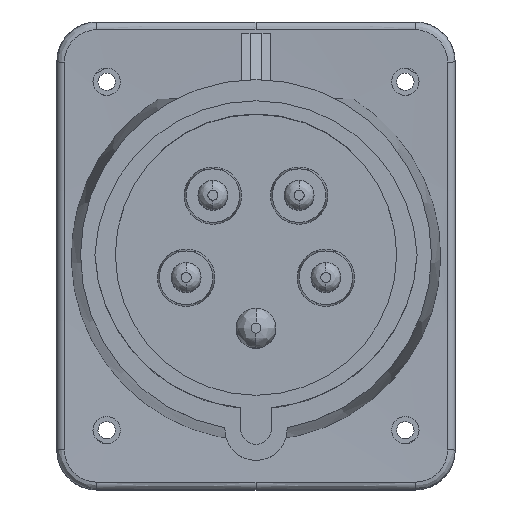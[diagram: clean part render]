
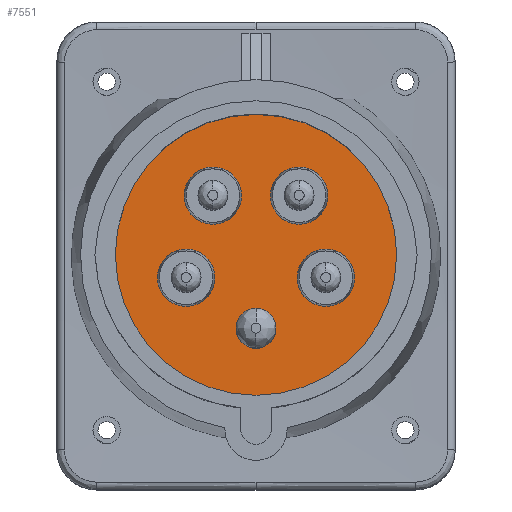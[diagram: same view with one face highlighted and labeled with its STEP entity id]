
A CAD part, top view. The second image highlights one B-rep face of the part: STEP entity #7551.
In plain terms, the highlighted face is planar.
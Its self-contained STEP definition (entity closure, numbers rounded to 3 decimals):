
#5479=CARTESIAN_POINT('',(14.838,37.597,61.101));
#5480=DIRECTION('',(0.979,-0.029,0.203));
#5481=DIRECTION('',(-0.203,0.006,0.979));
#5482=AXIS2_PLACEMENT_3D('',#5479,#5480,#5481);
#5492=CARTESIAN_POINT('',(14.838,37.597,61.101));
#5493=DIRECTION('',(-0.979,0.029,-0.203));
#5494=DIRECTION('',(-0.203,0.006,0.979));
#5495=AXIS2_PLACEMENT_3D('',#5492,#5493,#5494);
#5497=CARTESIAN_POINT('',(12.67,46.334,72.786));
#5498=DIRECTION('',(0.979,-0.029,0.203));
#5499=DIRECTION('',(0.203,-0.006,-0.979));
#5500=AXIS2_PLACEMENT_3D('',#5497,#5498,#5499);
#5502=CARTESIAN_POINT('',(12.67,46.334,72.786));
#5503=DIRECTION('',(0.979,-0.029,0.203));
#5504=DIRECTION('',(-0.203,0.006,0.979));
#5505=AXIS2_PLACEMENT_3D('',#5502,#5503,#5504);
#5507=CARTESIAN_POINT('',(16.177,51.591,56.638));
#5508=DIRECTION('',(0.979,-0.029,0.203));
#5509=DIRECTION('',(0.203,-0.006,-0.979));
#5510=AXIS2_PLACEMENT_3D('',#5507,#5508,#5509);
#5512=CARTESIAN_POINT('',(16.177,51.591,56.638));
#5513=DIRECTION('',(0.979,-0.029,0.203));
#5514=DIRECTION('',(-0.203,0.006,0.979));
#5515=AXIS2_PLACEMENT_3D('',#5512,#5513,#5514);
#5517=CARTESIAN_POINT('',(12.16,29.002,72.786));
#5518=DIRECTION('',(0.979,-0.029,0.203));
#5519=DIRECTION('',(0.203,-0.006,-0.979));
#5520=AXIS2_PLACEMENT_3D('',#5517,#5518,#5519);
#5522=CARTESIAN_POINT('',(12.16,29.002,72.786));
#5523=DIRECTION('',(0.979,-0.029,0.203));
#5524=DIRECTION('',(-0.203,0.006,0.979));
#5525=AXIS2_PLACEMENT_3D('',#5522,#5523,#5524);
#5527=CARTESIAN_POINT('',(15.351,23.547,56.638));
#5528=DIRECTION('',(0.979,-0.029,0.203));
#5529=DIRECTION('',(0.203,-0.006,-0.979));
#5530=AXIS2_PLACEMENT_3D('',#5527,#5528,#5529);
#5532=CARTESIAN_POINT('',(15.351,23.547,56.638));
#5533=DIRECTION('',(0.979,-0.029,0.203));
#5534=DIRECTION('',(-0.203,0.006,0.979));
#5535=AXIS2_PLACEMENT_3D('',#5532,#5533,#5534);
#5537=CARTESIAN_POINT('',(17.834,37.509,46.659));
#5538=DIRECTION('',(0.979,-0.029,0.203));
#5539=DIRECTION('',(0.203,-0.006,-0.979));
#5540=AXIS2_PLACEMENT_3D('',#5537,#5538,#5539);
#5542=CARTESIAN_POINT('',(17.834,37.509,46.659));
#5543=DIRECTION('',(0.979,-0.029,0.203));
#5544=DIRECTION('',(-0.203,0.006,0.979));
#5545=AXIS2_PLACEMENT_3D('',#5542,#5543,#5544);
#6904=CARTESIAN_POINT('',(9.101,37.766,88.762));
#6906=VERTEX_POINT('',#6904);
#6912=CARTESIAN_POINT('',(20.575,37.428,33.441));
#6914=VERTEX_POINT('',#6912);
#6956=CARTESIAN_POINT('',(13.838,46.3,67.155));
#6957=CARTESIAN_POINT('',(11.502,46.368,78.416));
#6958=VERTEX_POINT('',#6956);
#6959=VERTEX_POINT('',#6957);
#6960=CARTESIAN_POINT('',(17.344,51.557,51.008));
#6961=CARTESIAN_POINT('',(15.009,51.626,62.269));
#6962=VERTEX_POINT('',#6960);
#6963=VERTEX_POINT('',#6961);
#6964=CARTESIAN_POINT('',(13.328,28.968,67.155));
#6965=CARTESIAN_POINT('',(10.992,29.036,78.416));
#6966=VERTEX_POINT('',#6964);
#6967=VERTEX_POINT('',#6965);
#6968=CARTESIAN_POINT('',(16.519,23.513,51.008));
#6969=CARTESIAN_POINT('',(14.184,23.582,62.269));
#6970=VERTEX_POINT('',#6968);
#6971=VERTEX_POINT('',#6969);
#6972=CARTESIAN_POINT('',(18.646,37.485,42.742));
#6973=CARTESIAN_POINT('',(17.021,37.532,50.576));
#6974=VERTEX_POINT('',#6972);
#6975=VERTEX_POINT('',#6973);
#7512=CARTESIAN_POINT('',(14.838,37.597,61.101));
#7513=DIRECTION('',(0.979,-0.029,0.203));
#7514=DIRECTION('',(0.203,-0.006,-0.979));
#7515=AXIS2_PLACEMENT_3D('',#7512,#7513,#7514);
#7516=PLANE('',#7515);
#7517=ORIENTED_EDGE('',*,*,#7507,.T.);
#7518=ORIENTED_EDGE('',*,*,#7491,.F.);
#7519=EDGE_LOOP('',(#7517,#7518));
#7520=FACE_OUTER_BOUND('',#7519,.F.);
#7522=ORIENTED_EDGE('',*,*,#7521,.T.);
#7524=ORIENTED_EDGE('',*,*,#7523,.T.);
#7525=EDGE_LOOP('',(#7522,#7524));
#7526=FACE_BOUND('',#7525,.F.);
#7528=ORIENTED_EDGE('',*,*,#7527,.T.);
#7530=ORIENTED_EDGE('',*,*,#7529,.T.);
#7531=EDGE_LOOP('',(#7528,#7530));
#7532=FACE_BOUND('',#7531,.F.);
#7534=ORIENTED_EDGE('',*,*,#7533,.T.);
#7536=ORIENTED_EDGE('',*,*,#7535,.T.);
#7537=EDGE_LOOP('',(#7534,#7536));
#7538=FACE_BOUND('',#7537,.F.);
#7540=ORIENTED_EDGE('',*,*,#7539,.T.);
#7542=ORIENTED_EDGE('',*,*,#7541,.T.);
#7543=EDGE_LOOP('',(#7540,#7542));
#7544=FACE_BOUND('',#7543,.F.);
#7546=ORIENTED_EDGE('',*,*,#7545,.T.);
#7548=ORIENTED_EDGE('',*,*,#7547,.T.);
#7549=EDGE_LOOP('',(#7546,#7548));
#7550=FACE_BOUND('',#7549,.F.);
#7551=ADVANCED_FACE('',(#7520,#7526,#7532,#7538,#7544,#7550),#7516,.T.);
#5483=CIRCLE('',#5482,28.25);
#5496=CIRCLE('',#5495,28.25);
#5501=CIRCLE('',#5500,5.75);
#5506=CIRCLE('',#5505,5.75);
#5511=CIRCLE('',#5510,5.75);
#5516=CIRCLE('',#5515,5.75);
#5521=CIRCLE('',#5520,5.75);
#5526=CIRCLE('',#5525,5.75);
#5531=CIRCLE('',#5530,5.75);
#5536=CIRCLE('',#5535,5.75);
#5541=CIRCLE('',#5540,4.);
#5546=CIRCLE('',#5545,4.);
#7491=EDGE_CURVE('',#6906,#6914,#5483,.T.);
#7507=EDGE_CURVE('',#6906,#6914,#5496,.T.);
#7521=EDGE_CURVE('',#6958,#6959,#5501,.T.);
#7523=EDGE_CURVE('',#6959,#6958,#5506,.T.);
#7527=EDGE_CURVE('',#6962,#6963,#5511,.T.);
#7529=EDGE_CURVE('',#6963,#6962,#5516,.T.);
#7533=EDGE_CURVE('',#6966,#6967,#5521,.T.);
#7535=EDGE_CURVE('',#6967,#6966,#5526,.T.);
#7539=EDGE_CURVE('',#6970,#6971,#5531,.T.);
#7541=EDGE_CURVE('',#6971,#6970,#5536,.T.);
#7545=EDGE_CURVE('',#6974,#6975,#5541,.T.);
#7547=EDGE_CURVE('',#6975,#6974,#5546,.T.);
